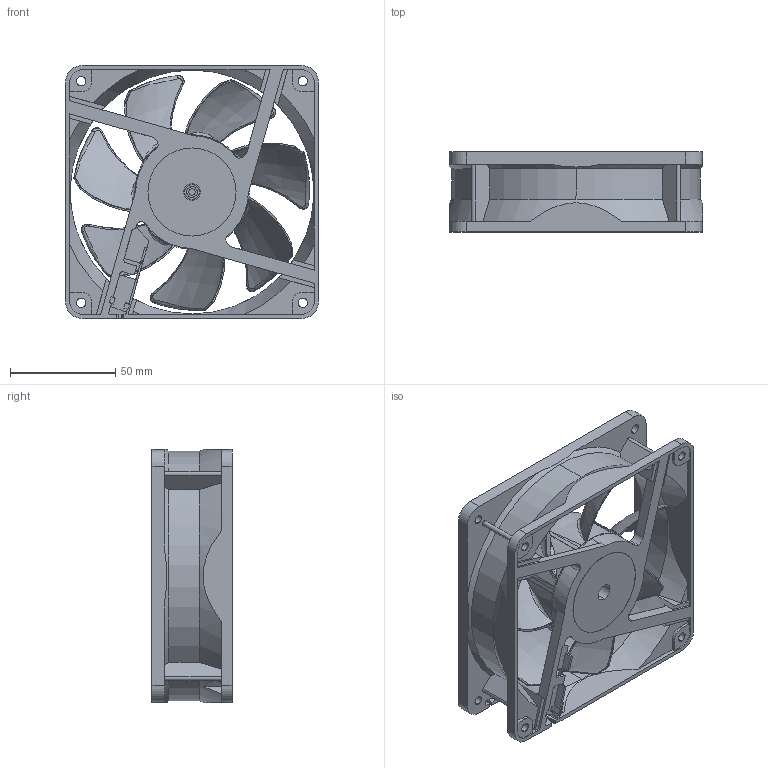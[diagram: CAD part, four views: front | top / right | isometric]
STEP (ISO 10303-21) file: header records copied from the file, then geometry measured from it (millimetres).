
FILE_DESCRIPTION((''),'2;1');
FILE_NAME('12038-2ALL-3D_ASM','2019-04-27T',('Administrator'),(''),'PRO/ENGINEER BY PARAMETRIC TECHNOLOGY CORPORATION, 2009440','PRO/ENGINEER BY PARAMETRIC TECHNOLOGY CORPORATION, 2009440','');
FILE_SCHEMA(('CONFIG_CONTROL_DESIGN'));
Length unit declared in the file: millimetre
Products named in the file (3): 12038-2KUANG; FS-1_1; 12038-2ALL-3D_ASM
Assembly tree (2 placements, depth 2):
  12038-2ALL-3D_ASM
    12038-2KUANG
    FS-1_1
Bounding box: 120 x 38 x 120 mm (x, y, z)
Volume: 90261.6 mm3; surface area: 83530.7 mm2
Topology: 2 solids, 2 shells, 554 faces, 1586 edges, 1016 vertices
Faces by surface type: plane 216, cylinder 155, bspline 122, cone 37, extrusion 14, torus 10
Entity records: 30765 total; most frequent: CARTESIAN_POINT 17164, ORIENTED_EDGE 3116, DIRECTION 2438, EDGE_CURVE 1558, VERTEX_POINT 1016, AXIS2_PLACEMENT_3D 857, VECTOR 724, LINE 710
